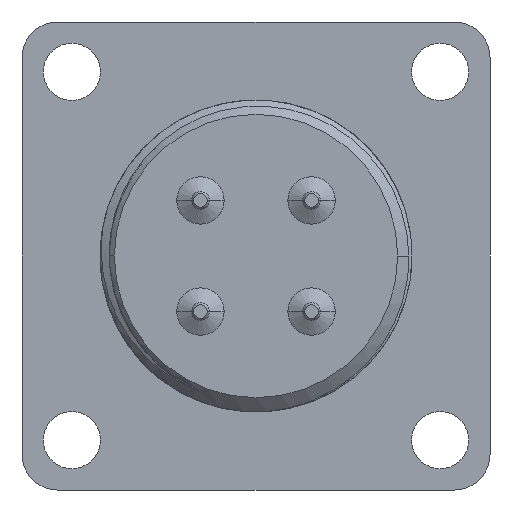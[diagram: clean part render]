
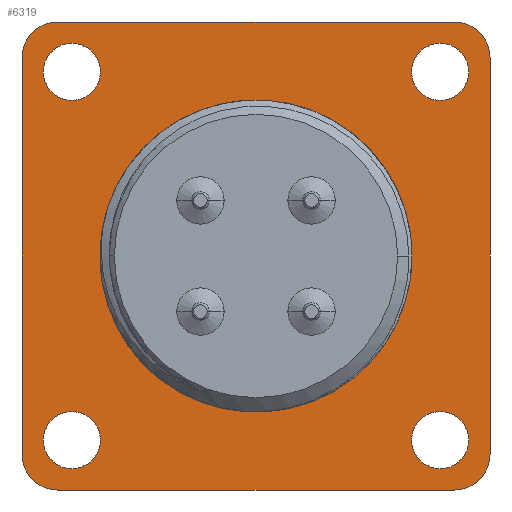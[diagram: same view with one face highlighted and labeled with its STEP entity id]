
A CAD part, front view. The second image highlights one B-rep face of the part: STEP entity #6319.
In plain terms, the highlighted planar face has unit normal (0, -1, 0).
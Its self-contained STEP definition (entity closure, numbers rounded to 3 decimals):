
#474=CARTESIAN_POINT('',(-11.1,-2.3,-11.1));
#475=DIRECTION('',(0.,-1.,0.));
#476=DIRECTION('',(-1.,0.,0.));
#477=AXIS2_PLACEMENT_3D('',#474,#475,#476);
#479=DIRECTION('',(0.,0.,-1.));
#480=VECTOR('',#479,22.2);
#481=CARTESIAN_POINT('',(-13.1,-2.3,11.1));
#482=LINE('',#481,#480);
#483=CARTESIAN_POINT('',(-11.1,-2.3,11.1));
#484=DIRECTION('',(0.,-1.,0.));
#485=DIRECTION('',(0.,0.,1.));
#486=AXIS2_PLACEMENT_3D('',#483,#484,#485);
#488=DIRECTION('',(-1.,0.,0.));
#489=VECTOR('',#488,22.2);
#490=CARTESIAN_POINT('',(11.1,-2.3,13.1));
#491=LINE('',#490,#489);
#492=CARTESIAN_POINT('',(11.1,-2.3,11.1));
#493=DIRECTION('',(0.,-1.,0.));
#494=DIRECTION('',(1.,0.,0.));
#495=AXIS2_PLACEMENT_3D('',#492,#493,#494);
#497=DIRECTION('',(0.,0.,1.));
#498=VECTOR('',#497,22.2);
#499=CARTESIAN_POINT('',(13.1,-2.3,-11.1));
#500=LINE('',#499,#498);
#501=CARTESIAN_POINT('',(11.1,-2.3,-11.1));
#502=DIRECTION('',(0.,-1.,0.));
#503=DIRECTION('',(0.,0.,-1.));
#504=AXIS2_PLACEMENT_3D('',#501,#502,#503);
#506=DIRECTION('',(1.,0.,0.));
#507=VECTOR('',#506,22.2);
#508=CARTESIAN_POINT('',(-11.1,-2.3,-13.1));
#509=LINE('',#508,#507);
#510=CARTESIAN_POINT('',(-10.31,-2.3,10.31));
#511=DIRECTION('',(0.,1.,0.));
#512=DIRECTION('',(0.,0.,1.));
#513=AXIS2_PLACEMENT_3D('',#510,#511,#512);
#515=CARTESIAN_POINT('',(-10.31,-2.3,10.31));
#516=DIRECTION('',(0.,1.,0.));
#517=DIRECTION('',(0.,0.,-1.));
#518=AXIS2_PLACEMENT_3D('',#515,#516,#517);
#520=CARTESIAN_POINT('',(10.31,-2.3,10.31));
#521=DIRECTION('',(0.,1.,0.));
#522=DIRECTION('',(0.,0.,1.));
#523=AXIS2_PLACEMENT_3D('',#520,#521,#522);
#525=CARTESIAN_POINT('',(10.31,-2.3,10.31));
#526=DIRECTION('',(0.,1.,0.));
#527=DIRECTION('',(0.,0.,-1.));
#528=AXIS2_PLACEMENT_3D('',#525,#526,#527);
#530=CARTESIAN_POINT('',(10.31,-2.3,-10.31));
#531=DIRECTION('',(0.,1.,0.));
#532=DIRECTION('',(0.,0.,1.));
#533=AXIS2_PLACEMENT_3D('',#530,#531,#532);
#535=CARTESIAN_POINT('',(10.31,-2.3,-10.31));
#536=DIRECTION('',(0.,1.,0.));
#537=DIRECTION('',(0.,0.,-1.));
#538=AXIS2_PLACEMENT_3D('',#535,#536,#537);
#540=CARTESIAN_POINT('',(-10.31,-2.3,-10.31));
#541=DIRECTION('',(0.,1.,0.));
#542=DIRECTION('',(0.,0.,1.));
#543=AXIS2_PLACEMENT_3D('',#540,#541,#542);
#545=CARTESIAN_POINT('',(-10.31,-2.3,-10.31));
#546=DIRECTION('',(0.,1.,0.));
#547=DIRECTION('',(0.,0.,-1.));
#548=AXIS2_PLACEMENT_3D('',#545,#546,#547);
#550=CARTESIAN_POINT('',(0.,-2.3,0.));
#551=DIRECTION('',(0.,1.,0.));
#552=DIRECTION('',(-1.,0.,0.));
#553=AXIS2_PLACEMENT_3D('',#550,#551,#552);
#555=CARTESIAN_POINT('',(0.,-2.3,0.));
#556=DIRECTION('',(0.,1.,0.));
#557=DIRECTION('',(1.,0.,0.));
#558=AXIS2_PLACEMENT_3D('',#555,#556,#557);
#4989=CARTESIAN_POINT('',(-10.31,-2.3,11.91));
#4990=CARTESIAN_POINT('',(-10.31,-2.3,8.71));
#4991=VERTEX_POINT('',#4989);
#4992=VERTEX_POINT('',#4990);
#4993=CARTESIAN_POINT('',(10.31,-2.3,11.91));
#4994=CARTESIAN_POINT('',(10.31,-2.3,8.71));
#4995=VERTEX_POINT('',#4993);
#4996=VERTEX_POINT('',#4994);
#4997=CARTESIAN_POINT('',(10.31,-2.3,-8.71));
#4998=CARTESIAN_POINT('',(10.31,-2.3,-11.91));
#4999=VERTEX_POINT('',#4997);
#5000=VERTEX_POINT('',#4998);
#5001=CARTESIAN_POINT('',(-10.31,-2.3,-8.71));
#5002=CARTESIAN_POINT('',(-10.31,-2.3,-11.91));
#5003=VERTEX_POINT('',#5001);
#5004=VERTEX_POINT('',#5002);
#5005=CARTESIAN_POINT('',(-13.1,-2.3,-11.1));
#5006=CARTESIAN_POINT('',(-11.1,-2.3,-13.1));
#5007=VERTEX_POINT('',#5005);
#5008=VERTEX_POINT('',#5006);
#5009=CARTESIAN_POINT('',(11.1,-2.3,-13.1));
#5010=VERTEX_POINT('',#5009);
#5011=CARTESIAN_POINT('',(13.1,-2.3,-11.1));
#5012=VERTEX_POINT('',#5011);
#5013=CARTESIAN_POINT('',(13.1,-2.3,11.1));
#5014=VERTEX_POINT('',#5013);
#5015=CARTESIAN_POINT('',(11.1,-2.3,13.1));
#5016=VERTEX_POINT('',#5015);
#5017=CARTESIAN_POINT('',(-11.1,-2.3,13.1));
#5018=VERTEX_POINT('',#5017);
#5019=CARTESIAN_POINT('',(-13.1,-2.3,11.1));
#5020=VERTEX_POINT('',#5019);
#5034=CARTESIAN_POINT('',(8.732,-2.3,0.));
#5036=VERTEX_POINT('',#5034);
#5067=CARTESIAN_POINT('',(-8.732,-2.3,0.));
#5068=VERTEX_POINT('',#5067);
#6274=CARTESIAN_POINT('',(0.,-2.3,0.));
#6275=DIRECTION('',(0.,-1.,0.));
#6276=DIRECTION('',(0.,0.,1.));
#6277=AXIS2_PLACEMENT_3D('',#6274,#6275,#6276);
#6278=PLANE('',#6277);
#6279=ORIENTED_EDGE('',*,*,#6170,.F.);
#6280=ORIENTED_EDGE('',*,*,#6185,.F.);
#6281=ORIENTED_EDGE('',*,*,#6199,.F.);
#6282=ORIENTED_EDGE('',*,*,#6213,.F.);
#6283=ORIENTED_EDGE('',*,*,#6227,.F.);
#6284=ORIENTED_EDGE('',*,*,#6241,.F.);
#6285=ORIENTED_EDGE('',*,*,#6255,.F.);
#6286=ORIENTED_EDGE('',*,*,#6268,.F.);
#6287=EDGE_LOOP('',(#6279,#6280,#6281,#6282,#6283,#6284,#6285,#6286));
#6288=FACE_OUTER_BOUND('',#6287,.F.);
#6290=ORIENTED_EDGE('',*,*,#6289,.F.);
#6292=ORIENTED_EDGE('',*,*,#6291,.F.);
#6293=EDGE_LOOP('',(#6290,#6292));
#6294=FACE_BOUND('',#6293,.F.);
#6296=ORIENTED_EDGE('',*,*,#6295,.F.);
#6298=ORIENTED_EDGE('',*,*,#6297,.F.);
#6299=EDGE_LOOP('',(#6296,#6298));
#6300=FACE_BOUND('',#6299,.F.);
#6302=ORIENTED_EDGE('',*,*,#6301,.F.);
#6304=ORIENTED_EDGE('',*,*,#6303,.F.);
#6305=EDGE_LOOP('',(#6302,#6304));
#6306=FACE_BOUND('',#6305,.F.);
#6308=ORIENTED_EDGE('',*,*,#6307,.F.);
#6310=ORIENTED_EDGE('',*,*,#6309,.F.);
#6311=EDGE_LOOP('',(#6308,#6310));
#6312=FACE_BOUND('',#6311,.F.);
#6314=ORIENTED_EDGE('',*,*,#6313,.F.);
#6316=ORIENTED_EDGE('',*,*,#6315,.F.);
#6317=EDGE_LOOP('',(#6314,#6316));
#6318=FACE_BOUND('',#6317,.F.);
#6319=ADVANCED_FACE('',(#6288,#6294,#6300,#6306,#6312,#6318),#6278,.T.);
#478=CIRCLE('',#477,2.);
#487=CIRCLE('',#486,2.);
#496=CIRCLE('',#495,2.);
#505=CIRCLE('',#504,2.);
#514=CIRCLE('',#513,1.6);
#519=CIRCLE('',#518,1.6);
#524=CIRCLE('',#523,1.6);
#529=CIRCLE('',#528,1.6);
#534=CIRCLE('',#533,1.6);
#539=CIRCLE('',#538,1.6);
#544=CIRCLE('',#543,1.6);
#549=CIRCLE('',#548,1.6);
#554=CIRCLE('',#553,8.732);
#559=CIRCLE('',#558,8.732);
#6170=EDGE_CURVE('',#5007,#5008,#478,.T.);
#6185=EDGE_CURVE('',#5020,#5007,#482,.T.);
#6199=EDGE_CURVE('',#5018,#5020,#487,.T.);
#6213=EDGE_CURVE('',#5016,#5018,#491,.T.);
#6227=EDGE_CURVE('',#5014,#5016,#496,.T.);
#6241=EDGE_CURVE('',#5012,#5014,#500,.T.);
#6255=EDGE_CURVE('',#5010,#5012,#505,.T.);
#6268=EDGE_CURVE('',#5008,#5010,#509,.T.);
#6289=EDGE_CURVE('',#4991,#4992,#514,.T.);
#6291=EDGE_CURVE('',#4992,#4991,#519,.T.);
#6295=EDGE_CURVE('',#4995,#4996,#524,.T.);
#6297=EDGE_CURVE('',#4996,#4995,#529,.T.);
#6301=EDGE_CURVE('',#4999,#5000,#534,.T.);
#6303=EDGE_CURVE('',#5000,#4999,#539,.T.);
#6307=EDGE_CURVE('',#5003,#5004,#544,.T.);
#6309=EDGE_CURVE('',#5004,#5003,#549,.T.);
#6313=EDGE_CURVE('',#5068,#5036,#554,.T.);
#6315=EDGE_CURVE('',#5036,#5068,#559,.T.);
